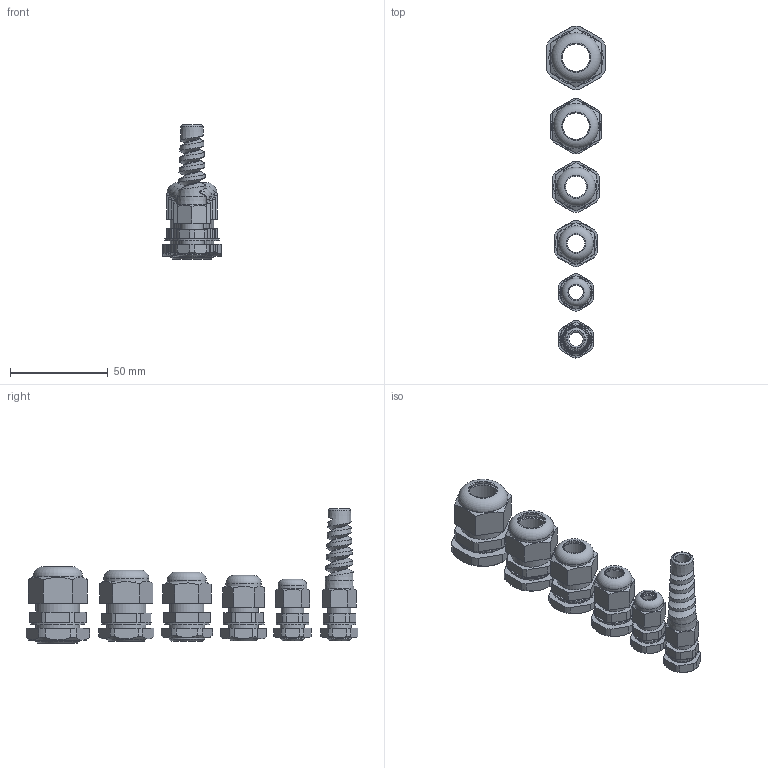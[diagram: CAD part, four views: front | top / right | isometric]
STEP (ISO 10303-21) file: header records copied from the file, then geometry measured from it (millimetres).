
FILE_DESCRIPTION(('FreeCAD Model'),'2;1');
FILE_NAME('Open CASCADE Shape Model','2023-01-13T12:04:14',(''),(''), 'Open CASCADE STEP processor 7.6','FreeCAD','Unknown');
FILE_SCHEMA(('AUTOMOTIVE_DESIGN { 1 0 10303 214 1 1 1 1 }'));
Length unit declared in the file: millimetre
Products named in the file (7): Unnamed4; PG7 Gland_001; PG9 Gland_001; PG11 Gland_001; PG13.5 Gland_001; PG16 Gland_001; PG7 Flex Gland_001
Assembly tree (6 placements, depth 2):
  Unnamed4
    PG7 Gland_001
    PG9 Gland_001
    PG11 Gland_001
    PG13.5 Gland_001
    PG16 Gland_001
    PG7 Flex Gland_001
Bounding box: 29.8 x 169.74 x 68.65 mm (x, y, z)
Volume: 35608.7 mm3; surface area: 44157.7 mm2
Topology: 20 solids, 24 shells, 408 faces, 934 edges, 584 vertices
Faces by surface type: plane 174, cylinder 130, cone 85, bspline 12, torus 7
Full cylindrical faces by diameter (mm): 7.3 x7, 7.83 x2, 9.04 x1, 10.8 x1, 11 x1, 11.74 x2, 11.8 x2, 12.25 x2, 12.3 x4, 13.5 x1, 13.75 x1, 14 x1, 14.7 x1, 15 x3, 15.04 x1, 15.2 x2, 16.75 x2, 17.5 x2, 17.6 x1, 18 x1, 18.2 x2, 18.22 x1, 20 x1, 20.2 x5, 21 x1, 22.3 x5, 22.8 x1, 23.1 x1, 25 x1, 25.4 x1
Entity records: 17454 total; most frequent: CARTESIAN_POINT 4852, DIRECTION 2163, ORIENTED_EDGE 1868, EDGE_CURVE 934, AXIS2_PLACEMENT_3D 860, VERTEX_POINT 584, FACE_BOUND 468, EDGE_LOOP 468
